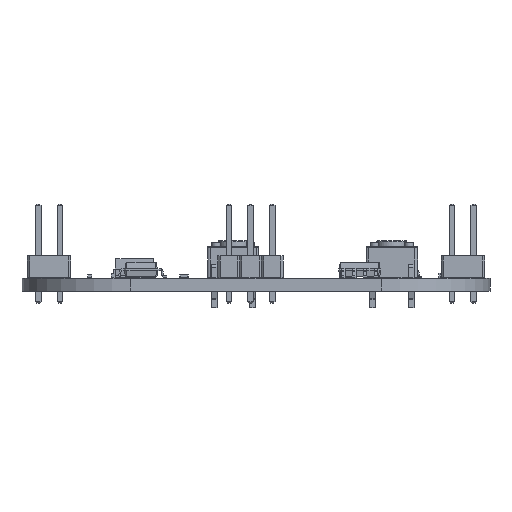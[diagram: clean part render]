
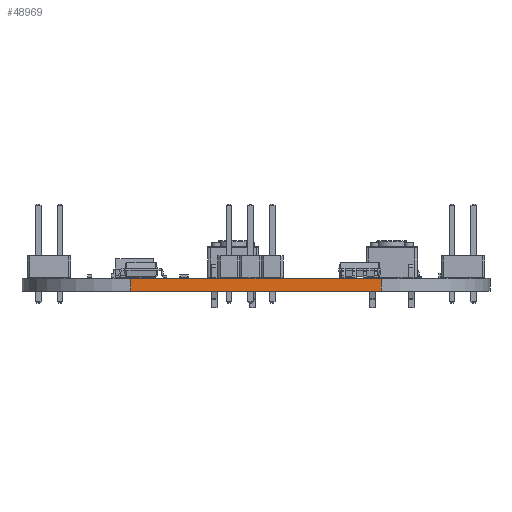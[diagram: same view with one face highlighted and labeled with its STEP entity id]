
A CAD part, front view. The second image highlights one B-rep face of the part: STEP entity #48969.
In plain terms, the highlighted planar face has unit normal (0, -1, 0).
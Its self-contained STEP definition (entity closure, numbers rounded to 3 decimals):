
#45780 = VERTEX_POINT('',#45781);
#45781 = CARTESIAN_POINT('',(42.165,-62.857,0.));
#45788 = EDGE_CURVE('',#45789,#45780,#45791,.T.);
#45789 = VERTEX_POINT('',#45790);
#45790 = CARTESIAN_POINT('',(71.375,-62.857,0.));
#45791 = LINE('',#45792,#45793);
#45792 = CARTESIAN_POINT('',(71.375,-62.857,0.));
#45793 = VECTOR('',#45794,1.);
#45794 = DIRECTION('',(-1.,0.,0.));
#47331 = VERTEX_POINT('',#47332);
#47332 = CARTESIAN_POINT('',(42.165,-62.857,1.51));
#47339 = EDGE_CURVE('',#47340,#47331,#47342,.T.);
#47340 = VERTEX_POINT('',#47341);
#47341 = CARTESIAN_POINT('',(71.375,-62.857,1.51));
#47342 = LINE('',#47343,#47344);
#47343 = CARTESIAN_POINT('',(71.375,-62.857,1.51));
#47344 = VECTOR('',#47345,1.);
#47345 = DIRECTION('',(-1.,0.,0.));
#48941 = EDGE_CURVE('',#45789,#47340,#48942,.T.);
#48942 = LINE('',#48943,#48944);
#48943 = CARTESIAN_POINT('',(71.375,-62.857,0.));
#48944 = VECTOR('',#48945,1.);
#48945 = DIRECTION('',(0.,0.,1.));
#48956 = EDGE_CURVE('',#45780,#47331,#48957,.T.);
#48957 = LINE('',#48958,#48959);
#48958 = CARTESIAN_POINT('',(42.165,-62.857,0.));
#48959 = VECTOR('',#48960,1.);
#48960 = DIRECTION('',(0.,0.,1.));
#48969 = ADVANCED_FACE('',(#48970),#48976,.T.);
#48970 = FACE_BOUND('',#48971,.T.);
#48971 = EDGE_LOOP('',(#48972,#48973,#48974,#48975));
#48972 = ORIENTED_EDGE('',*,*,#48941,.T.);
#48973 = ORIENTED_EDGE('',*,*,#47339,.T.);
#48974 = ORIENTED_EDGE('',*,*,#48956,.F.);
#48975 = ORIENTED_EDGE('',*,*,#45788,.F.);
#48976 = PLANE('',#48977);
#48977 = AXIS2_PLACEMENT_3D('',#48978,#48979,#48980);
#48978 = CARTESIAN_POINT('',(71.375,-62.857,0.));
#48979 = DIRECTION('',(0.,-1.,0.));
#48980 = DIRECTION('',(-1.,0.,0.));
